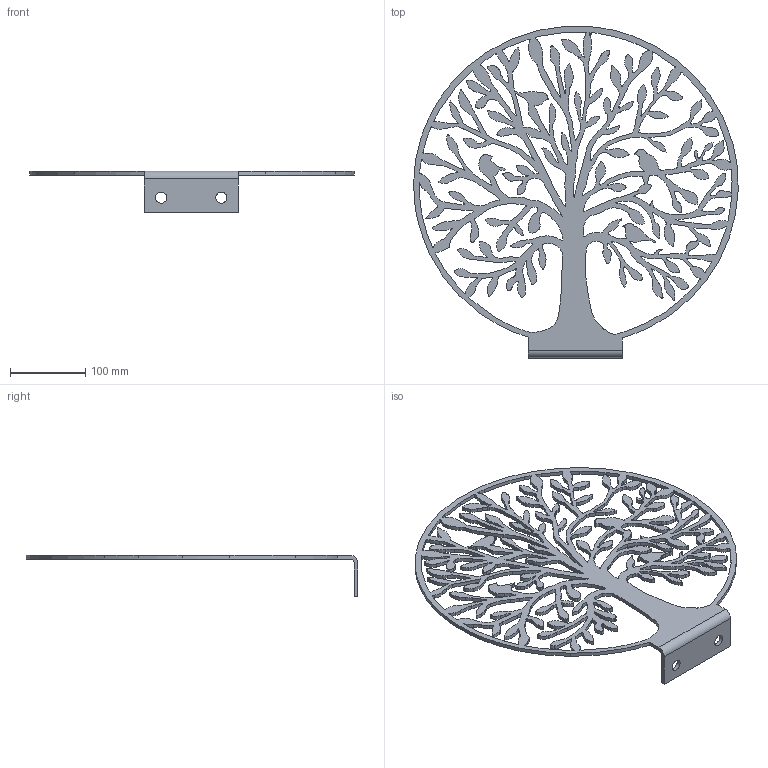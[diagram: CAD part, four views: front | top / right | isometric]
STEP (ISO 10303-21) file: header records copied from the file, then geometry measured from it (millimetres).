
FILE_DESCRIPTION(/* description */ (''),/* implementation_level */ '2;1');
FILE_NAME(/* name */ 'Arbre de vie v1.step',/* time_stamp */ '2022-01-06T21:45:13+01:00',/* author */ (''),/* organization */ (''),/* preprocessor_version */ 'ST-DEVELOPER v18.1',/* originating_system */ 'Autodesk Translation Framework v10.10.0.1391',/* authorisation */ '');
FILE_SCHEMA (('AUTOMOTIVE_DESIGN { 1 0 10303 214 3 1 1 }'));
Products named in the file (1): Stèle cinéraire
Bounding box: 431.32 x 441.33 x 55 mm (x, y, z)
Volume: 351973.6 mm3; surface area: 211901.6 mm2
Topology: 1 solids, 1 shells, 1185 faces, 3549 edges, 2366 vertices
Faces by surface type: bspline 1083, plane 98, cylinder 4
Full cylindrical faces by diameter (mm): 15 x2
Entity records: 42454 total; most frequent: CARTESIAN_POINT 21192, ORIENTED_EDGE 7098, EDGE_CURVE 3549, VERTEX_POINT 2366, DIRECTION 1593, LINE 1371, VECTOR 1371, EDGE_LOOP 1233
